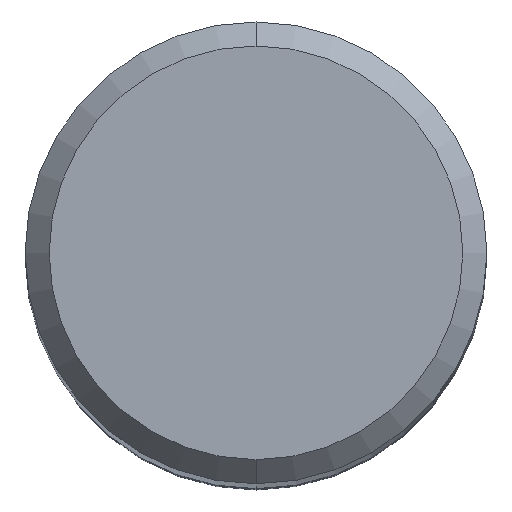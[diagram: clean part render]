
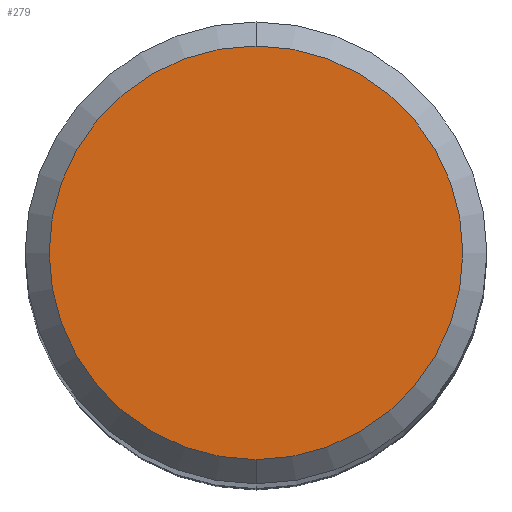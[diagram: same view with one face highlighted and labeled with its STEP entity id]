
A CAD part, top view. The second image highlights one B-rep face of the part: STEP entity #279.
In plain terms, the highlighted planar face has unit normal (0, 0, 1).
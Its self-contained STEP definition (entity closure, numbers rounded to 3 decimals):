
#141=VERTEX_POINT('',#372);
#149=EDGE_CURVE('',#141,#243,#380,.T.);
#167=EDGE_CURVE('',#243,#141,#400,.T.);
#243=VERTEX_POINT('',#487);
#279=ADVANCED_FACE('',(#527),#528,.T.);
#372=CARTESIAN_POINT('',(0.,-4.3,0.0));
#380=CIRCLE('',#637,4.3);
#400=CIRCLE('',#661,4.3);
#487=CARTESIAN_POINT('',(0.0,4.3,0.0));
#527=FACE_OUTER_BOUND('',#818,.T.);
#528=PLANE('',#819);
#637=AXIS2_PLACEMENT_3D('',#936,#937,#938);
#661=AXIS2_PLACEMENT_3D('',#963,#964,#965);
#818=EDGE_LOOP('',(#1138,#1139));
#819=AXIS2_PLACEMENT_3D('',#1140,#1141,#1142);
#936=CARTESIAN_POINT('',(0.0,0.0,0.0));
#937=DIRECTION('',(0.0,0.0,-1.0));
#938=DIRECTION('',(0.0,1.0,0.0));
#963=CARTESIAN_POINT('',(0.0,0.0,0.0));
#964=DIRECTION('',(0.0,0.0,-1.0));
#965=DIRECTION('',(0.0,1.0,0.0));
#1138=ORIENTED_EDGE('',*,*,#167,.F.);
#1139=ORIENTED_EDGE('',*,*,#149,.F.);
#1140=CARTESIAN_POINT('',(0.0,2.15,0.0));
#1141=DIRECTION('',(-0.0,0.0,1.0));
#1142=DIRECTION('',(0.0,-1.0,0.0));
